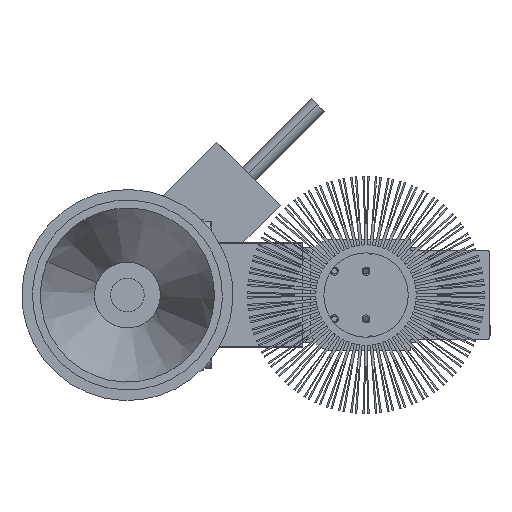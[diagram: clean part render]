
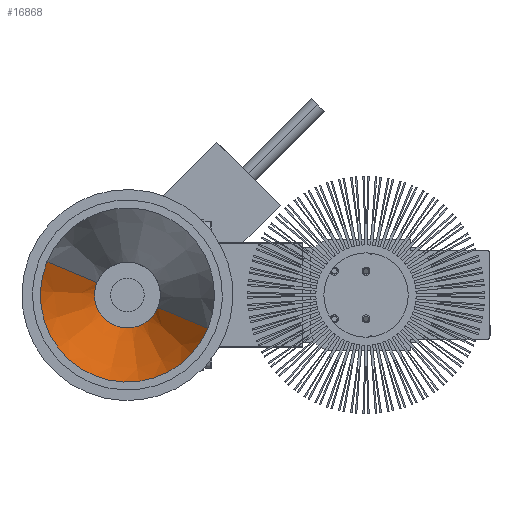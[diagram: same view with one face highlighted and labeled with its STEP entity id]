
A CAD part, left-side view. The second image highlights one B-rep face of the part: STEP entity #16868.
In plain terms, the highlighted conical face has half-angle 20.226 degrees and reference radius 12.5 mm.
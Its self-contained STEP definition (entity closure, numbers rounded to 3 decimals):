
#198 = EDGE_CURVE ( 'NONE', #35813, #5518, #3473, .T. ) ;
#1337 = CARTESIAN_POINT ( 'NONE',  ( -161.64, 0., 0. ) ) ;
#1652 = FACE_OUTER_BOUND ( 'NONE', #17073, .T. ) ;
#3473 = CIRCLE ( 'NONE', #16250, 33. ) ;
#4181 = DIRECTION ( 'NONE',  ( 0., -0.924, -0.382 ) ) ;
#5518 = VERTEX_POINT ( 'NONE', #7624 ) ;
#5690 = ORIENTED_EDGE ( 'NONE', *, *, #198, .F. ) ;
#6042 = DIRECTION ( 'NONE',  ( -0.938, -0.32, -0.132 ) ) ;
#6779 = DIRECTION ( 'NONE',  ( -0.938, 0.32, 0.132 ) ) ;
#7433 = CONICAL_SURFACE ( 'NONE', #9063, 12.5, 0.353 ) ;
#7624 = CARTESIAN_POINT ( 'NONE',  ( -161.64, 30.499, 12.601 ) ) ;
#8812 = CARTESIAN_POINT ( 'NONE',  ( -106., -11.553, -4.773 ) ) ;
#9063 = AXIS2_PLACEMENT_3D ( 'NONE', #18493, #24186, #27041 ) ;
#10154 = CARTESIAN_POINT ( 'NONE',  ( -106., -11.553, -4.773 ) ) ;
#10507 = CARTESIAN_POINT ( 'NONE',  ( -106., 0., 0. ) ) ;
#11103 = VERTEX_POINT ( 'NONE', #25043 ) ;
#12517 = CARTESIAN_POINT ( 'NONE',  ( -106., 11.553, 4.773 ) ) ;
#12816 = LINE ( 'NONE', #12517, #27028 ) ;
#13386 = DIRECTION ( 'NONE',  ( 0., -0.924, -0.382 ) ) ;
#16250 = AXIS2_PLACEMENT_3D ( 'NONE', #1337, #21253, #4181 ) ;
#16868 = ADVANCED_FACE ( 'NONE', ( #1652 ), #7433, .F. ) ;
#17073 = EDGE_LOOP ( 'NONE', ( #28277, #21768, #18060, #5690 ) ) ;
#18060 = ORIENTED_EDGE ( 'NONE', *, *, #22589, .T. ) ;
#18493 = CARTESIAN_POINT ( 'NONE',  ( -106., 0., 0. ) ) ;
#19980 = VECTOR ( 'NONE', #6042, 1000. ) ;
#21253 = DIRECTION ( 'NONE',  ( 1., 0., 0. ) ) ;
#21768 = ORIENTED_EDGE ( 'NONE', *, *, #24317, .T. ) ;
#22419 = EDGE_CURVE ( 'NONE', #24785, #35813, #25710, .T. ) ;
#22589 = EDGE_CURVE ( 'NONE', #11103, #5518, #12816, .T. ) ;
#24186 = DIRECTION ( 'NONE',  ( -1., 0., 0. ) ) ;
#24273 = CARTESIAN_POINT ( 'NONE',  ( -161.64, -30.499, -12.601 ) ) ;
#24317 = EDGE_CURVE ( 'NONE', #24785, #11103, #26278, .T. ) ;
#24785 = VERTEX_POINT ( 'NONE', #10154 ) ;
#25043 = CARTESIAN_POINT ( 'NONE',  ( -106., 11.553, 4.773 ) ) ;
#25710 = LINE ( 'NONE', #8812, #19980 ) ;
#26278 = CIRCLE ( 'NONE', #36962, 12.5 ) ;
#27028 = VECTOR ( 'NONE', #6779, 1000. ) ;
#27041 = DIRECTION ( 'NONE',  ( 0., 0.924, 0.382 ) ) ;
#28277 = ORIENTED_EDGE ( 'NONE', *, *, #22419, .F. ) ;
#30371 = DIRECTION ( 'NONE',  ( 1., 0., 0. ) ) ;
#35813 = VERTEX_POINT ( 'NONE', #24273 ) ;
#36962 = AXIS2_PLACEMENT_3D ( 'NONE', #10507, #30371, #13386 ) ;
